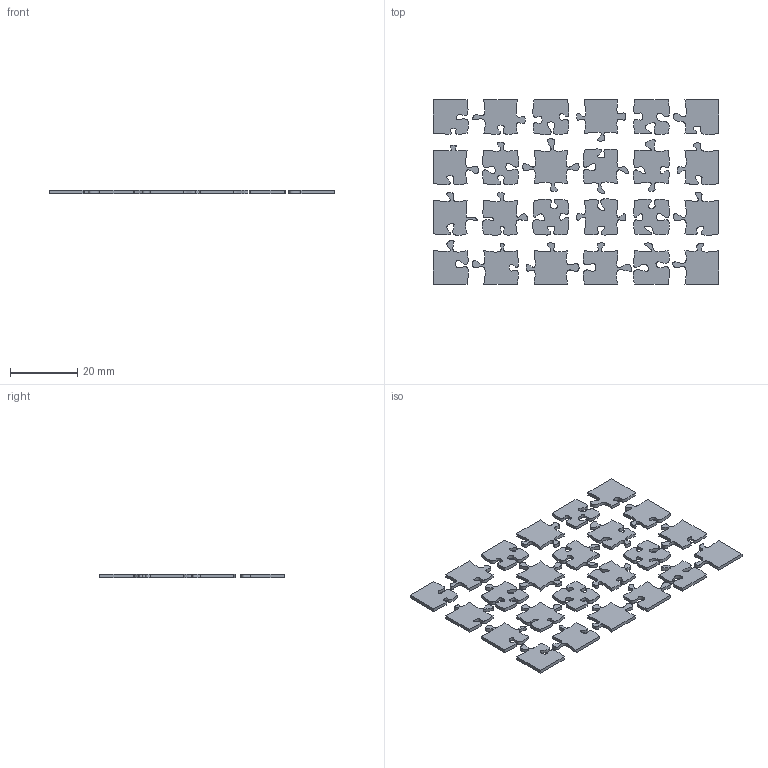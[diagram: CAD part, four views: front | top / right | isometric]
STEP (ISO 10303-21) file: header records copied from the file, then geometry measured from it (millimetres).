
FILE_DESCRIPTION(('HOOPS Exchange Step'),'2;1');
FILE_NAME('temp_export','2024-08-09T16:50:40+08:00',('sharma21'),('Shapr3D Limited'),'HOOPS Exchange 2024.2','Shapr3D','Authorized');
FILE_SCHEMA( ('AP242_MANAGED_MODEL_BASED_3D_ENGINEERING_MIM_LF {1 0 10303 442 1 1 4 }') );
Length unit declared in the file: millimetre
Products named in the file (2): Jigsaw Puzzle.step; root
Assembly tree (1 placements, depth 2):
  root
    Jigsaw Puzzle.step
Bounding box: 85 x 55 x 1 mm (x, y, z)
Volume: 2423.3 mm3; surface area: 6246 mm2
Topology: 24 solids, 24 shells, 144 faces, 288 edges, 192 vertices
Faces by surface type: bspline 76, plane 68
Entity records: 4754 total; most frequent: CARTESIAN_POINT 2224, ORIENTED_EDGE 576, EDGE_CURVE 288, DIRECTION 280, VERTEX_POINT 192, B_SPLINE_CURVE_WITH_KNOTS 152, EDGE_LOOP 144, FACE_BOUND 144
